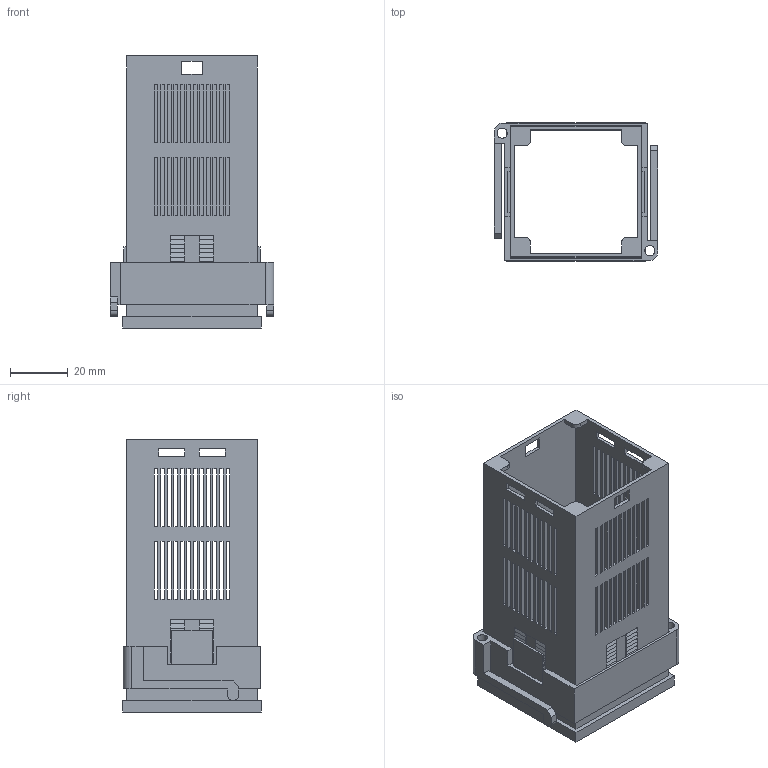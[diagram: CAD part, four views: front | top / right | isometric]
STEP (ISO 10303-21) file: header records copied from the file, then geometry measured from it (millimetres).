
FILE_DESCRIPTION (( 'STEP AP214' ), '1' );
FILE_NAME ('IC-248-02.STEP', '2022-01-24T10:20:16', ( '' ), ( '' ), 'SwSTEP 2.0', 'SolidWorks 2017', '' );
FILE_SCHEMA (( 'AUTOMOTIVE_DESIGN' ));
Length unit declared in the file: millimetre
Products named in the file (5): Clamp ICCL-248; Case IC-248; IC-248-02
Assembly tree (2 placements, depth 2):
  Case IC-248
  Clamp ICCL-248
  IC-248-02
    Case IC-248
    Clamp ICCL-248
Bounding box: 56.5 x 48 x 94 mm (x, y, z)
Volume: 21654.4 mm3; surface area: 42161 mm2
Topology: 2 solids, 2 shells, 657 faces, 1792 edges, 1144 vertices
Faces by surface type: plane 643, cylinder 14
Entity records: 20602 total; most frequent: CARTESIAN_POINT 3599, ORIENTED_EDGE 3584, DIRECTION 3146, EDGE_CURVE 1792, LINE 1764, VECTOR 1764, VERTEX_POINT 1144, EDGE_LOOP 826
